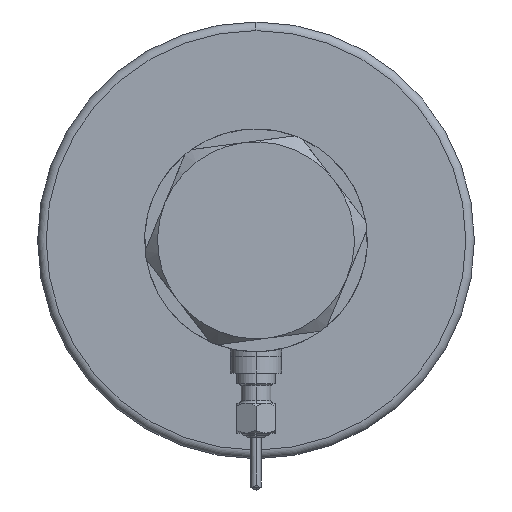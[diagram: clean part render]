
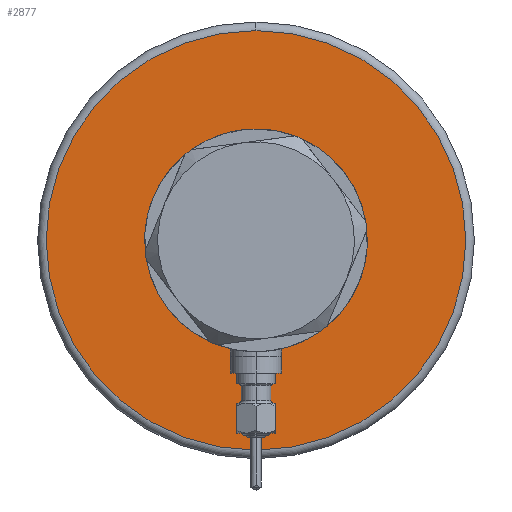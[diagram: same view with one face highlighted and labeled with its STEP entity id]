
A CAD part, left-side view. The second image highlights one B-rep face of the part: STEP entity #2877.
In plain terms, the highlighted face is planar.
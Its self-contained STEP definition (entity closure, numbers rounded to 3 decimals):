
#47 = DIRECTION ( 'NONE',  ( 1., 0., 0. ) ) ;
#55 = DIRECTION ( 'NONE',  ( 0., 0., -1. ) ) ;
#71 = ORIENTED_EDGE ( 'NONE', *, *, #6194, .T. ) ;
#204 = DIRECTION ( 'NONE',  ( 1., 0., 0. ) ) ;
#626 = CARTESIAN_POINT ( 'NONE',  ( -49., 0., 0. ) ) ;
#743 = DIRECTION ( 'NONE',  ( 0., 0., 1. ) ) ;
#902 = FACE_OUTER_BOUND ( 'NONE', #4853, .T. ) ;
#1112 = CIRCLE ( 'NONE', #5951, 20. ) ;
#1173 = VERTEX_POINT ( 'NONE', #626 ) ;
#1281 = CARTESIAN_POINT ( 'NONE',  ( 0., 0., 0. ) ) ;
#1323 = AXIS2_PLACEMENT_3D ( 'NONE', #1632, #6768, #4363 ) ;
#1346 = EDGE_LOOP ( 'NONE', ( #3207, #71 ) ) ;
#1402 = FACE_BOUND ( 'NONE', #1346, .T. ) ;
#1632 = CARTESIAN_POINT ( 'NONE',  ( 0., 0., 0. ) ) ;
#1847 = DIRECTION ( 'NONE',  ( 0., 0., 1. ) ) ;
#1877 = VERTEX_POINT ( 'NONE', #2876 ) ;
#2509 = DIRECTION ( 'NONE',  ( 1., 0., 0. ) ) ;
#2876 = CARTESIAN_POINT ( 'NONE',  ( 49., 0., 0. ) ) ;
#2877 = ADVANCED_FACE ( 'NONE', ( #902, #1402 ), #4216, .F. ) ;
#2903 = CARTESIAN_POINT ( 'NONE',  ( 0., 0., 0. ) ) ;
#2915 = VERTEX_POINT ( 'NONE', #7160 ) ;
#3207 = ORIENTED_EDGE ( 'NONE', *, *, #6315, .T. ) ;
#3509 = DIRECTION ( 'NONE',  ( 0., 0., -1. ) ) ;
#3587 = AXIS2_PLACEMENT_3D ( 'NONE', #4676, #743, #47 ) ;
#4010 = CIRCLE ( 'NONE', #5343, 49. ) ;
#4097 = CARTESIAN_POINT ( 'NONE',  ( -20., 0., 0. ) ) ;
#4146 = CIRCLE ( 'NONE', #6261, 49. ) ;
#4195 = VERTEX_POINT ( 'NONE', #4097 ) ;
#4216 = PLANE ( 'NONE',  #1323 ) ;
#4363 = DIRECTION ( 'NONE',  ( 1., 0., 0. ) ) ;
#4638 = CIRCLE ( 'NONE', #3587, 20. ) ;
#4676 = CARTESIAN_POINT ( 'NONE',  ( 0., 0., 0. ) ) ;
#4696 = EDGE_CURVE ( 'NONE', #1173, #1877, #4146, .T. ) ;
#4828 = EDGE_CURVE ( 'NONE', #1877, #1173, #4010, .T. ) ;
#4853 = EDGE_LOOP ( 'NONE', ( #6172, #5248 ) ) ;
#5248 = ORIENTED_EDGE ( 'NONE', *, *, #4696, .T. ) ;
#5343 = AXIS2_PLACEMENT_3D ( 'NONE', #1281, #3509, #5761 ) ;
#5761 = DIRECTION ( 'NONE',  ( 1., 0., 0. ) ) ;
#5951 = AXIS2_PLACEMENT_3D ( 'NONE', #6904, #1847, #2509 ) ;
#6172 = ORIENTED_EDGE ( 'NONE', *, *, #4828, .T. ) ;
#6194 = EDGE_CURVE ( 'NONE', #4195, #2915, #4638, .T. ) ;
#6261 = AXIS2_PLACEMENT_3D ( 'NONE', #2903, #55, #204 ) ;
#6315 = EDGE_CURVE ( 'NONE', #2915, #4195, #1112, .T. ) ;
#6768 = DIRECTION ( 'NONE',  ( 0., 0., 1. ) ) ;
#6904 = CARTESIAN_POINT ( 'NONE',  ( 0., 0., 0. ) ) ;
#7160 = CARTESIAN_POINT ( 'NONE',  ( 20., 0., 0. ) ) ;
